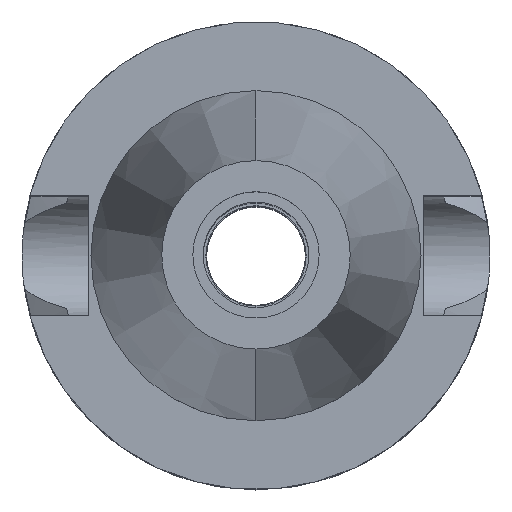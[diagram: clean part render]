
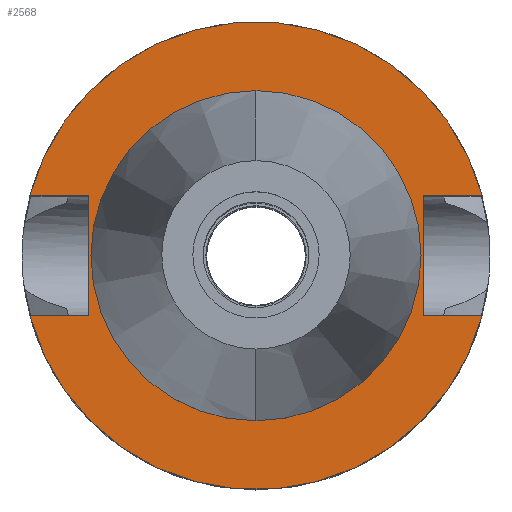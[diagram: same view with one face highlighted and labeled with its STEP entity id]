
A CAD part, top view. The second image highlights one B-rep face of the part: STEP entity #2568.
In plain terms, the highlighted planar face has unit normal (0, 0, 1).
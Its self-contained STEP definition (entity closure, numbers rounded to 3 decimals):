
#61 = CIRCLE ( 'NONE', #2903, 31.5 ) ;
#92 = DIRECTION ( 'NONE',  ( 0., 0., 1. ) ) ;
#121 = DIRECTION ( 'NONE',  ( 0., 0., -1. ) ) ;
#140 = VERTEX_POINT ( 'NONE', #1701 ) ;
#145 = ORIENTED_EDGE ( 'NONE', *, *, #1244, .F. ) ;
#184 = CARTESIAN_POINT ( 'NONE',  ( 0., 0., -2. ) ) ;
#196 = CARTESIAN_POINT ( 'NONE',  ( 30.454, 8.05, -2. ) ) ;
#285 = AXIS2_PLACEMENT_3D ( 'NONE', #1438, #3096, #3375 ) ;
#323 = FACE_BOUND ( 'NONE', #1435, .T. ) ;
#344 = DIRECTION ( 'NONE',  ( 0., -1., 0. ) ) ;
#393 = DIRECTION ( 'NONE',  ( 0., 1., 0. ) ) ;
#403 = CARTESIAN_POINT ( 'NONE',  ( 0., 0., -2. ) ) ;
#420 = DIRECTION ( 'NONE',  ( 0., 0., 1. ) ) ;
#542 = EDGE_CURVE ( 'NONE', #2864, #3530, #1686, .T. ) ;
#613 = EDGE_CURVE ( 'NONE', #777, #3330, #1710, .T. ) ;
#721 = CARTESIAN_POINT ( 'NONE',  ( 22.5, -8.05, -2. ) ) ;
#777 = VERTEX_POINT ( 'NONE', #833 ) ;
#826 = CARTESIAN_POINT ( 'NONE',  ( -30.454, -8.05, -2. ) ) ;
#833 = CARTESIAN_POINT ( 'NONE',  ( -22.5, -8.05, -2. ) ) ;
#841 = ORIENTED_EDGE ( 'NONE', *, *, #613, .F. ) ;
#853 = CARTESIAN_POINT ( 'NONE',  ( -30.454, 8.05, -2. ) ) ;
#863 = CARTESIAN_POINT ( 'NONE',  ( -22.5, -8.05, -2. ) ) ;
#877 = ORIENTED_EDGE ( 'NONE', *, *, #3114, .F. ) ;
#894 = VERTEX_POINT ( 'NONE', #196 ) ;
#913 = DIRECTION ( 'NONE',  ( 1., 0., 0. ) ) ;
#919 = DIRECTION ( 'NONE',  ( 0., 1., 0. ) ) ;
#980 = CIRCLE ( 'NONE', #1870, 22.225 ) ;
#1047 = CIRCLE ( 'NONE', #285, 31.5 ) ;
#1244 = EDGE_CURVE ( 'NONE', #3530, #2864, #980, .T. ) ;
#1250 = VERTEX_POINT ( 'NONE', #826 ) ;
#1251 = CARTESIAN_POINT ( 'NONE',  ( -22.5, 8.05, -2. ) ) ;
#1314 = LINE ( 'NONE', #2673, #2301 ) ;
#1430 = ORIENTED_EDGE ( 'NONE', *, *, #2072, .F. ) ;
#1435 = EDGE_LOOP ( 'NONE', ( #2861, #145 ) ) ;
#1438 = CARTESIAN_POINT ( 'NONE',  ( 0., 0., -2. ) ) ;
#1514 = LINE ( 'NONE', #1251, #1758 ) ;
#1540 = DIRECTION ( 'NONE',  ( 1., 0., 0. ) ) ;
#1611 = LINE ( 'NONE', #3290, #1884 ) ;
#1686 = CIRCLE ( 'NONE', #2106, 22.225 ) ;
#1701 = CARTESIAN_POINT ( 'NONE',  ( 22.5, 8.05, -2. ) ) ;
#1710 = LINE ( 'NONE', #863, #2818 ) ;
#1758 = VECTOR ( 'NONE', #2375, 1000. ) ;
#1764 = VECTOR ( 'NONE', #913, 1000. ) ;
#1772 = CARTESIAN_POINT ( 'NONE',  ( 0., 0., -2. ) ) ;
#1816 = CARTESIAN_POINT ( 'NONE',  ( -22.5, -8.05, -2. ) ) ;
#1870 = AXIS2_PLACEMENT_3D ( 'NONE', #403, #420, #2677 ) ;
#1884 = VECTOR ( 'NONE', #1540, 1000. ) ;
#1995 = DIRECTION ( 'NONE',  ( 0., 1., 0. ) ) ;
#2013 = ORIENTED_EDGE ( 'NONE', *, *, #3169, .F. ) ;
#2072 = EDGE_CURVE ( 'NONE', #3390, #1250, #1047, .T. ) ;
#2094 = DIRECTION ( 'NONE',  ( 0., -1., 0. ) ) ;
#2099 = DIRECTION ( 'NONE',  ( -1., 0., 0. ) ) ;
#2106 = AXIS2_PLACEMENT_3D ( 'NONE', #1772, #92, #919 ) ;
#2301 = VECTOR ( 'NONE', #2094, 1000. ) ;
#2320 = LINE ( 'NONE', #3451, #1764 ) ;
#2330 = ORIENTED_EDGE ( 'NONE', *, *, #2687, .T. ) ;
#2375 = DIRECTION ( 'NONE',  ( -1., 0., 0. ) ) ;
#2450 = CARTESIAN_POINT ( 'NONE',  ( 30.454, -8.05, -2. ) ) ;
#2568 = ADVANCED_FACE ( 'NONE', ( #3218, #323 ), #3165, .F. ) ;
#2584 = CARTESIAN_POINT ( 'NONE',  ( 0., 0., -2. ) ) ;
#2603 = EDGE_LOOP ( 'NONE', ( #2330, #1430, #2992, #2013, #2819, #877, #3223, #841 ) ) ;
#2642 = EDGE_CURVE ( 'NONE', #3411, #3390, #2320, .T. ) ;
#2673 = CARTESIAN_POINT ( 'NONE',  ( 22.5, 8.05, -2. ) ) ;
#2677 = DIRECTION ( 'NONE',  ( 0., -1., 0. ) ) ;
#2687 = EDGE_CURVE ( 'NONE', #777, #1250, #3506, .T. ) ;
#2818 = VECTOR ( 'NONE', #1995, 1000. ) ;
#2819 = ORIENTED_EDGE ( 'NONE', *, *, #3318, .T. ) ;
#2861 = ORIENTED_EDGE ( 'NONE', *, *, #542, .F. ) ;
#2864 = VERTEX_POINT ( 'NONE', #3389 ) ;
#2900 = VERTEX_POINT ( 'NONE', #853 ) ;
#2903 = AXIS2_PLACEMENT_3D ( 'NONE', #184, #121, #393 ) ;
#2938 = DIRECTION ( 'NONE',  ( 0., 0., -1. ) ) ;
#2957 = VECTOR ( 'NONE', #2099, 1000. ) ;
#2992 = ORIENTED_EDGE ( 'NONE', *, *, #2642, .F. ) ;
#3096 = DIRECTION ( 'NONE',  ( 0., 0., -1. ) ) ;
#3114 = EDGE_CURVE ( 'NONE', #2900, #894, #61, .T. ) ;
#3130 = AXIS2_PLACEMENT_3D ( 'NONE', #2584, #2938, #344 ) ;
#3165 = PLANE ( 'NONE',  #3130 ) ;
#3169 = EDGE_CURVE ( 'NONE', #140, #3411, #1314, .T. ) ;
#3218 = FACE_OUTER_BOUND ( 'NONE', #2603, .T. ) ;
#3223 = ORIENTED_EDGE ( 'NONE', *, *, #3647, .F. ) ;
#3235 = CARTESIAN_POINT ( 'NONE',  ( -22.5, 8.05, -2. ) ) ;
#3290 = CARTESIAN_POINT ( 'NONE',  ( 22.5, 8.05, -2. ) ) ;
#3318 = EDGE_CURVE ( 'NONE', #140, #894, #1611, .T. ) ;
#3330 = VERTEX_POINT ( 'NONE', #3235 ) ;
#3375 = DIRECTION ( 'NONE',  ( 0., -1., 0. ) ) ;
#3389 = CARTESIAN_POINT ( 'NONE',  ( 0., 22.225, -2. ) ) ;
#3390 = VERTEX_POINT ( 'NONE', #2450 ) ;
#3411 = VERTEX_POINT ( 'NONE', #721 ) ;
#3451 = CARTESIAN_POINT ( 'NONE',  ( 22.5, -8.05, -2. ) ) ;
#3506 = LINE ( 'NONE', #1816, #2957 ) ;
#3515 = CARTESIAN_POINT ( 'NONE',  ( 0., -22.225, -2. ) ) ;
#3530 = VERTEX_POINT ( 'NONE', #3515 ) ;
#3647 = EDGE_CURVE ( 'NONE', #3330, #2900, #1514, .T. ) ;
